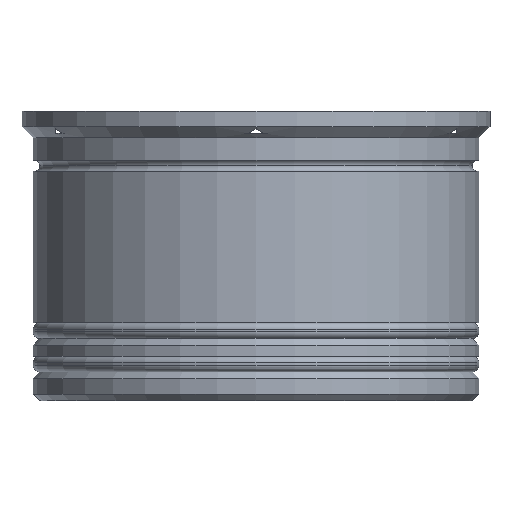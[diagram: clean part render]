
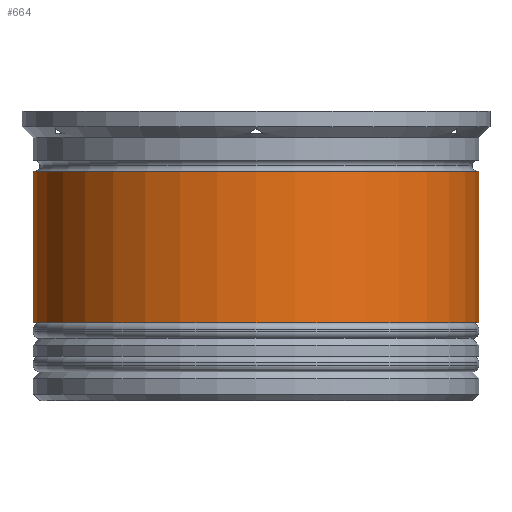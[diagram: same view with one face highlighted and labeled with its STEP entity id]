
A CAD part, front view. The second image highlights one B-rep face of the part: STEP entity #664.
In plain terms, the highlighted cylindrical face has radius 10 mm (diameter 20 mm), a partial arc.
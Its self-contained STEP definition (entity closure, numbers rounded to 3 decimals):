
#62 = VECTOR ( 'NONE', #1140, 1000. ) ;
#111 = VERTEX_POINT ( 'NONE', #1287 ) ;
#117 = DIRECTION ( 'NONE',  ( 1., 0., 0. ) ) ;
#287 = CARTESIAN_POINT ( 'NONE',  ( 0., 0., -2.7 ) ) ;
#342 = VERTEX_POINT ( 'NONE', #1951 ) ;
#381 = CIRCLE ( 'NONE', #1491, 10. ) ;
#391 = DIRECTION ( 'NONE',  ( 1., 0., 0. ) ) ;
#475 = EDGE_CURVE ( 'NONE', #1972, #656, #633, .T. ) ;
#633 = LINE ( 'NONE', #1963, #1292 ) ;
#656 = VERTEX_POINT ( 'NONE', #2030 ) ;
#664 = ADVANCED_FACE ( 'NONE', ( #1377 ), #1369, .T. ) ;
#694 = ORIENTED_EDGE ( 'NONE', *, *, #874, .F. ) ;
#698 = EDGE_LOOP ( 'NONE', ( #694, #1475, #1682, #1440 ) ) ;
#810 = DIRECTION ( 'NONE',  ( 0., 0., 1. ) ) ;
#849 = AXIS2_PLACEMENT_3D ( 'NONE', #287, #1586, #1620 ) ;
#874 = EDGE_CURVE ( 'NONE', #111, #342, #1497, .T. ) ;
#1043 = DIRECTION ( 'NONE',  ( 0., 0., 1. ) ) ;
#1105 = DIRECTION ( 'NONE',  ( 0., 0., 1. ) ) ;
#1140 = DIRECTION ( 'NONE',  ( 0., 0., 1. ) ) ;
#1219 = EDGE_CURVE ( 'NONE', #111, #1972, #381, .T. ) ;
#1228 = CARTESIAN_POINT ( 'NONE',  ( 0., 0., 0. ) ) ;
#1287 = CARTESIAN_POINT ( 'NONE',  ( -10., 0., -9.5 ) ) ;
#1292 = VECTOR ( 'NONE', #1105, 1000. ) ;
#1369 = CYLINDRICAL_SURFACE ( 'NONE', #1419, 10. ) ;
#1377 = FACE_OUTER_BOUND ( 'NONE', #698, .T. ) ;
#1419 = AXIS2_PLACEMENT_3D ( 'NONE', #1228, #1043, #391 ) ;
#1440 = ORIENTED_EDGE ( 'NONE', *, *, #2111, .F. ) ;
#1475 = ORIENTED_EDGE ( 'NONE', *, *, #1219, .T. ) ;
#1491 = AXIS2_PLACEMENT_3D ( 'NONE', #1622, #810, #117 ) ;
#1497 = LINE ( 'NONE', #2141, #62 ) ;
#1586 = DIRECTION ( 'NONE',  ( 0., 0., 1. ) ) ;
#1601 = CIRCLE ( 'NONE', #849, 10. ) ;
#1620 = DIRECTION ( 'NONE',  ( 1., 0., 0. ) ) ;
#1622 = CARTESIAN_POINT ( 'NONE',  ( 0., 0., -9.5 ) ) ;
#1682 = ORIENTED_EDGE ( 'NONE', *, *, #475, .T. ) ;
#1951 = CARTESIAN_POINT ( 'NONE',  ( -10., 0., -2.7 ) ) ;
#1963 = CARTESIAN_POINT ( 'NONE',  ( 10., 0., 0. ) ) ;
#1972 = VERTEX_POINT ( 'NONE', #2076 ) ;
#2030 = CARTESIAN_POINT ( 'NONE',  ( 10., 0., -2.7 ) ) ;
#2076 = CARTESIAN_POINT ( 'NONE',  ( 10., 0., -9.5 ) ) ;
#2111 = EDGE_CURVE ( 'NONE', #342, #656, #1601, .T. ) ;
#2141 = CARTESIAN_POINT ( 'NONE',  ( -10., 0., 0. ) ) ;
